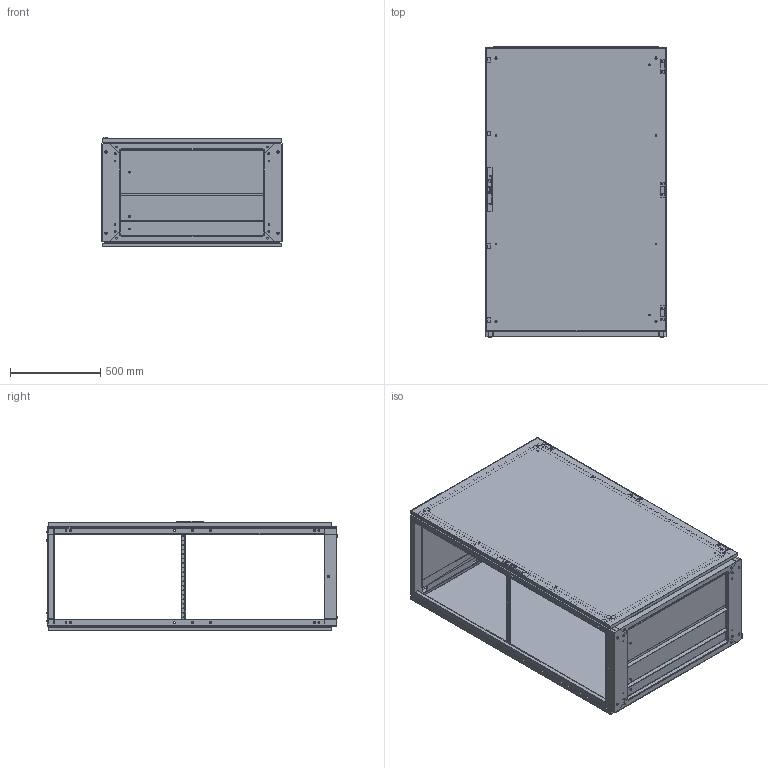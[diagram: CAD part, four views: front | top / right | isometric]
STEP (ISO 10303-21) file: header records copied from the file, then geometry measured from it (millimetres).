
FILE_DESCRIPTION (( 'STEP AP214' ), '1' );
FILE_NAME ('0375-1016-60-00.STEP', '2015-05-05T07:30:25', ( '' ), ( '' ), 'SwSTEP 2.0', 'SolidWorks 2014', '' );
FILE_SCHEMA (( 'AUTOMOTIVE_DESIGN' ));
Length unit declared in the file: millimetre
Products named in the file (13): Dach 0395 (Modell) B 1000 T 600; Bodenblech 0395 (Modell) B 1000 T 600; 0375-1016-60-00; Tuere 0395 (Modell) B 1000 H 1600; Tiefenstrebe 0396 (Modell) T 600; Bodenplatte vorne 0395 (Modell) B 1000 T 600; Bodenplatte mitte 0395 (Modell) B 1000 T 600; Bodenplatte hinten 0395 (Modell) B 1000; Rueckwand 0395 (Modell) B 1000 H 1600; Dachplatte 0395 (Modell) B 1000 T 600; Schrankgrundgestell 0395 (Modell) B 1000 H 1600 T 600; Strebe rechts vorne-hinten 0395 (Modell) H 1600; Strebe links vorne-hinten 0395 (Modell) H 1600
Assembly tree (15 placements, depth 3):
  0375-1016-60-00
    Schrankgrundgestell 0395 (Modell) B 1000 H 1600 T 600
      Bodenblech 0395 (Modell) B 1000 T 600
      Dach 0395 (Modell) B 1000 T 600
      Strebe links vorne-hinten 0395 (Modell) H 1600  x2
      Strebe rechts vorne-hinten 0395 (Modell) H 1600  x2
    Dachplatte 0395 (Modell) B 1000 T 600
    Rueckwand 0395 (Modell) B 1000 H 1600
    Bodenplatte hinten 0395 (Modell) B 1000
    Bodenplatte mitte 0395 (Modell) B 1000 T 600
    Bodenplatte vorne 0395 (Modell) B 1000 T 600
    Tiefenstrebe 0396 (Modell) T 600  x2
    Tuere 0395 (Modell) B 1000 H 1600
Bounding box: 1000 x 1607.6 x 608.5 mm (x, y, z)
Volume: 12586958.5 mm3; surface area: 13471128.6 mm2
Topology: 18 solids, 20 shells, 2782 faces, 7433 edges, 4908 vertices
Faces by surface type: plane 1375, cylinder 1305, cone 102
Entity records: 99731 total; most frequent: DIRECTION 14352, CARTESIAN_POINT 14039, ORIENTED_EDGE 13508, EDGE_CURVE 6754, AXIS2_PLACEMENT_3D 5107, VERTEX_POINT 4458, VECTOR 4138, LINE 4138
